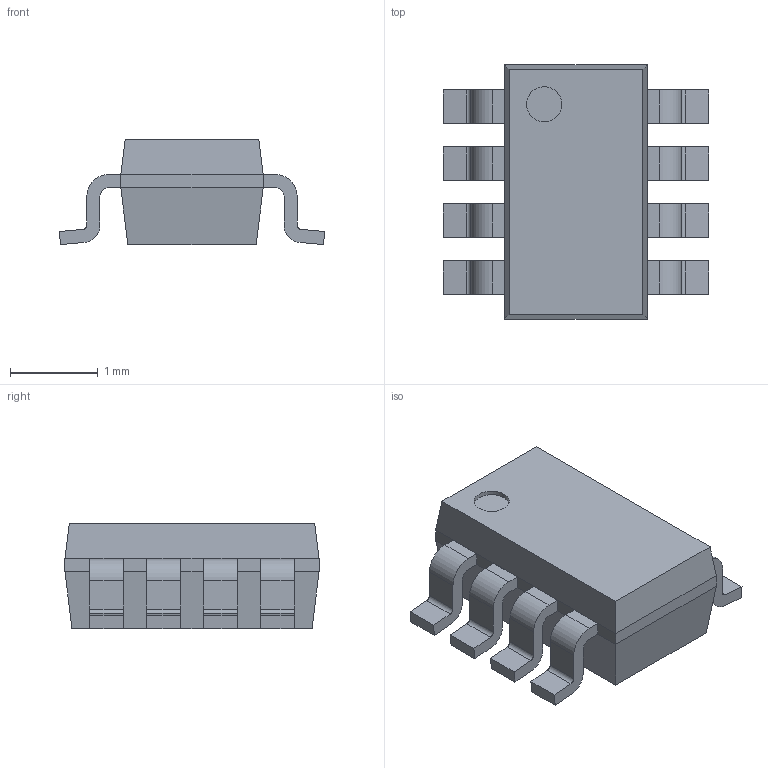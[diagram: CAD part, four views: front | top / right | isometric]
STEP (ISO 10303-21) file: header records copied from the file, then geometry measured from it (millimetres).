
FILE_DESCRIPTION((''),'2;1');
FILE_NAME('SOT65P280X145-8N.stp','2010-09-01T14:27:53',(''),(''),'Mechanical Desktop 2010','Mechanical Desktop 2010',', , ');
FILE_SCHEMA(('AUTOMOTIVE_DESIGN { 1 2 10303 214 1 1 1 1 }'));
Length unit declared in the file: millimetre
Products named in the file (1): Product
Bounding box: 3.03 x 2.9 x 1.2 mm (x, y, z)
Volume: 5.9 mm3; surface area: 30 mm2
Topology: 9 solids, 9 shells, 129 faces, 326 edges, 221 vertices
Faces by surface type: bspline 56, plane 55, cylinder 18
Entity records: 4116 total; most frequent: CARTESIAN_POINT 1065, ORIENTED_EDGE 644, DIRECTION 542, EDGE_CURVE 322, VECTOR 258, LINE 258, VERTEX_POINT 212, AXIS2_PLACEMENT_3D 142
